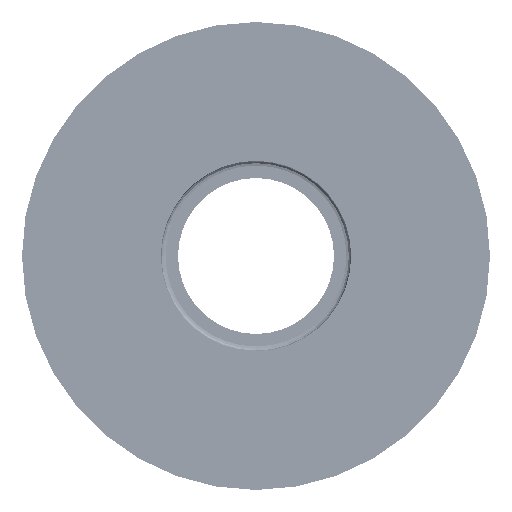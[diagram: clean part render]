
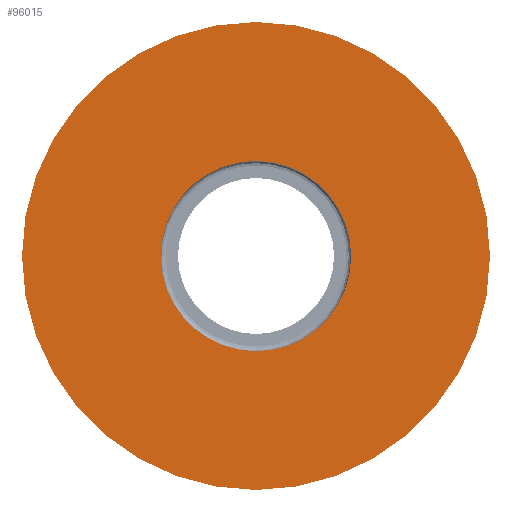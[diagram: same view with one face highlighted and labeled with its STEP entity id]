
A CAD part, left-side view. The second image highlights one B-rep face of the part: STEP entity #96015.
In plain terms, the highlighted planar face has unit normal (-1, 0, 0).
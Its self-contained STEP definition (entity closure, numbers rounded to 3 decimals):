
#2029 = VERTEX_POINT ( 'NONE', #54936 ) ;
#2526 = CARTESIAN_POINT ( 'NONE',  ( 0., 0., -15. ) ) ;
#4915 = DIRECTION ( 'NONE',  ( -1., 0., 0. ) ) ;
#9057 = CIRCLE ( 'NONE', #10133, 15. ) ;
#9972 = CARTESIAN_POINT ( 'NONE',  ( 0., 0., -6.1 ) ) ;
#10133 = AXIS2_PLACEMENT_3D ( 'NONE', #114050, #36055, #127123 ) ;
#10729 = DIRECTION ( 'NONE',  ( -1., 0., 0. ) ) ;
#13940 = CARTESIAN_POINT ( 'NONE',  ( 0., 0., 0. ) ) ;
#25124 = EDGE_LOOP ( 'NONE', ( #122095, #96241 ) ) ;
#26960 = DIRECTION ( 'NONE',  ( 0., 0., 1. ) ) ;
#29620 = AXIS2_PLACEMENT_3D ( 'NONE', #13940, #104987, #26960 ) ;
#32584 = VERTEX_POINT ( 'NONE', #2526 ) ;
#33073 = AXIS2_PLACEMENT_3D ( 'NONE', #88725, #10729, #101811 ) ;
#33408 = EDGE_CURVE ( 'NONE', #2029, #113673, #46205, .T. ) ;
#36055 = DIRECTION ( 'NONE',  ( -1., 0., 0. ) ) ;
#42268 = ORIENTED_EDGE ( 'NONE', *, *, #142916, .T. ) ;
#45397 = EDGE_CURVE ( 'NONE', #113673, #2029, #139084, .T. ) ;
#46205 = CIRCLE ( 'NONE', #33073, 6.1 ) ;
#49288 = EDGE_LOOP ( 'NONE', ( #42268, #150693 ) ) ;
#52549 = DIRECTION ( 'NONE',  ( 1., 0., 0. ) ) ;
#54936 = CARTESIAN_POINT ( 'NONE',  ( 0., 0., 6.1 ) ) ;
#57766 = EDGE_CURVE ( 'NONE', #32584, #115719, #9057, .T. ) ;
#71771 = CARTESIAN_POINT ( 'NONE',  ( 0., 0., 15. ) ) ;
#82940 = CARTESIAN_POINT ( 'NONE',  ( 0., 0., 0. ) ) ;
#88725 = CARTESIAN_POINT ( 'NONE',  ( 0., 0., 0. ) ) ;
#95982 = DIRECTION ( 'NONE',  ( 0., 0., 1. ) ) ;
#96015 = ADVANCED_FACE ( 'NONE', ( #156275, #121955 ), #142838, .F. ) ;
#96241 = ORIENTED_EDGE ( 'NONE', *, *, #45397, .F. ) ;
#101811 = DIRECTION ( 'NONE',  ( 0., 0., 1. ) ) ;
#104987 = DIRECTION ( 'NONE',  ( -1., 0., 0. ) ) ;
#113673 = VERTEX_POINT ( 'NONE', #9972 ) ;
#114050 = CARTESIAN_POINT ( 'NONE',  ( 0., 0., 0. ) ) ;
#115719 = VERTEX_POINT ( 'NONE', #71771 ) ;
#121955 = FACE_OUTER_BOUND ( 'NONE', #49288, .T. ) ;
#122095 = ORIENTED_EDGE ( 'NONE', *, *, #33408, .F. ) ;
#127123 = DIRECTION ( 'NONE',  ( 0., 0., 1. ) ) ;
#130422 = CARTESIAN_POINT ( 'NONE',  ( 0., 6.1, 0. ) ) ;
#133662 = CIRCLE ( 'NONE', #153472, 15. ) ;
#139084 = CIRCLE ( 'NONE', #29620, 6.1 ) ;
#142838 = PLANE ( 'NONE',  #153893 ) ;
#142916 = EDGE_CURVE ( 'NONE', #115719, #32584, #133662, .T. ) ;
#143367 = DIRECTION ( 'NONE',  ( 0., 0., -1. ) ) ;
#150693 = ORIENTED_EDGE ( 'NONE', *, *, #57766, .T. ) ;
#153472 = AXIS2_PLACEMENT_3D ( 'NONE', #82940, #4915, #95982 ) ;
#153893 = AXIS2_PLACEMENT_3D ( 'NONE', #130422, #52549, #143367 ) ;
#156275 = FACE_BOUND ( 'NONE', #25124, .T. ) ;
